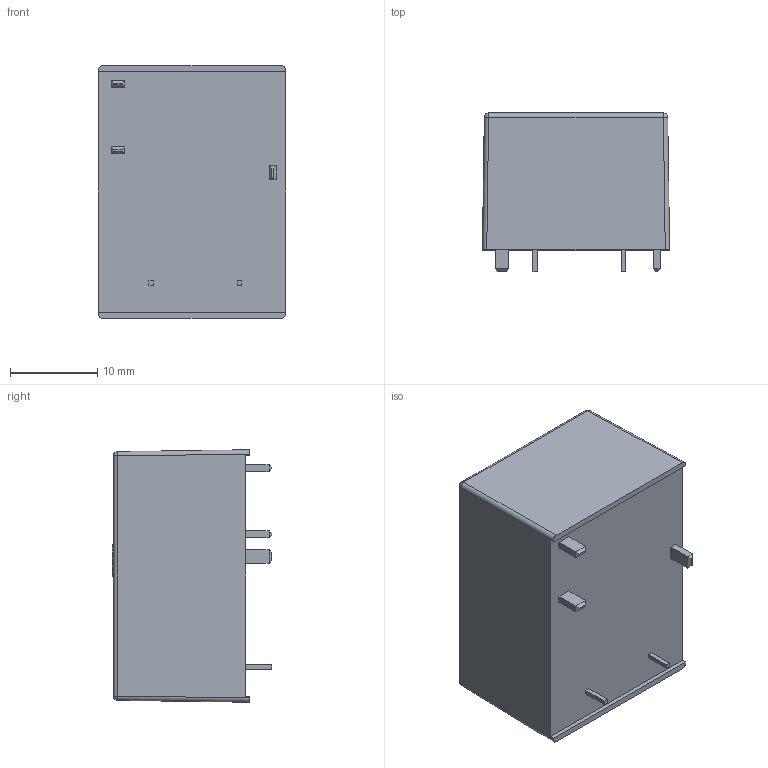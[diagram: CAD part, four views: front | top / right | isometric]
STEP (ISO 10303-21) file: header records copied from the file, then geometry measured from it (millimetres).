
FILE_DESCRIPTION (( 'STEP AP214' ), '1' );
FILE_NAME ('T9G.STEP', '2023-11-05T06:40:38', ( '' ), ( '' ), 'SwSTEP 2.0', 'SolidWorks 2022', '' );
FILE_SCHEMA (( 'AUTOMOTIVE_DESIGN' ));
Length unit declared in the file: millimetre
Products named in the file (1): T9G
Bounding box: 21.5 x 18.3 x 29 mm (x, y, z)
Volume: 9323.2 mm3; surface area: 2816.2 mm2
Topology: 1 solids, 1 shells, 114 faces, 282 edges, 180 vertices
Faces by surface type: plane 69, bspline 31, cylinder 10, sphere 4
Entity records: 4925 total; most frequent: CARTESIAN_POINT 1956, ORIENTED_EDGE 564, DIRECTION 400, EDGE_CURVE 282, LINE 200, VECTOR 200, VERTEX_POINT 180, EDGE_LOOP 124
